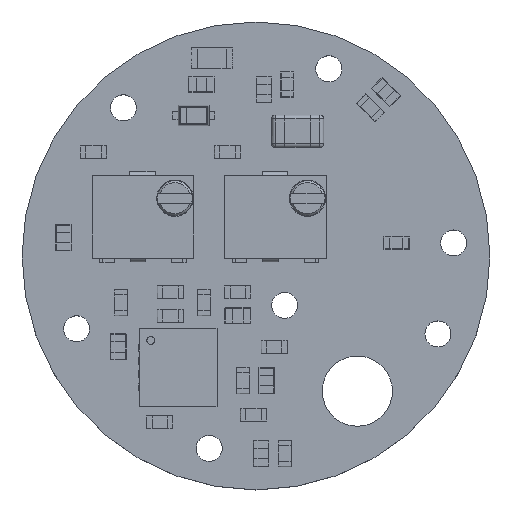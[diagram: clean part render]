
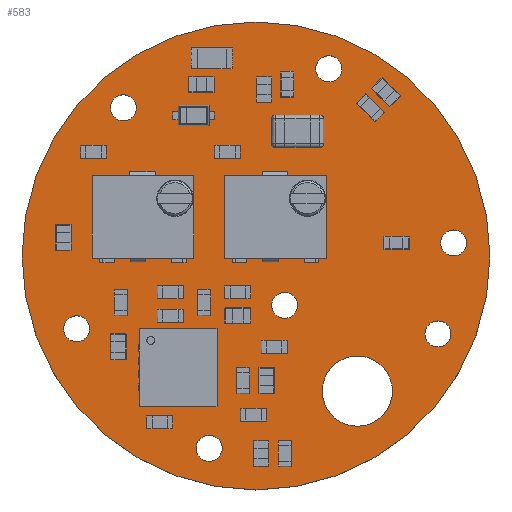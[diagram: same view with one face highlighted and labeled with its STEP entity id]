
A CAD part, top view. The second image highlights one B-rep face of the part: STEP entity #583.
In plain terms, the highlighted planar face has unit normal (0, 0, 1).
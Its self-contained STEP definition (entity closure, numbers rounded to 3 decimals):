
#260 = VERTEX_POINT('',#261);
#261 = CARTESIAN_POINT('',(18.,9.,1.571));
#267 = EDGE_CURVE('',#260,#260,#268,.T.);
#268 = CIRCLE('',#269,9.);
#269 = AXIS2_PLACEMENT_3D('',#270,#271,#272);
#270 = CARTESIAN_POINT('',(9.,9.,1.571));
#271 = DIRECTION('',(0.,0.,1.));
#272 = DIRECTION('',(1.,0.,-0.));
#293 = VERTEX_POINT('',#294);
#294 = CARTESIAN_POINT('',(2.6,6.2,1.571));
#300 = EDGE_CURVE('',#293,#293,#301,.T.);
#301 = CIRCLE('',#302,0.5);
#302 = AXIS2_PLACEMENT_3D('',#303,#304,#305);
#303 = CARTESIAN_POINT('',(2.1,6.2,1.571));
#304 = DIRECTION('',(0.,0.,1.));
#305 = DIRECTION('',(1.,0.,-0.));
#326 = VERTEX_POINT('',#327);
#327 = CARTESIAN_POINT('',(7.7,1.6,1.571));
#333 = EDGE_CURVE('',#326,#326,#334,.T.);
#334 = CIRCLE('',#335,0.5);
#335 = AXIS2_PLACEMENT_3D('',#336,#337,#338);
#336 = CARTESIAN_POINT('',(7.2,1.6,1.571));
#337 = DIRECTION('',(0.,0.,1.));
#338 = DIRECTION('',(1.,0.,-0.));
#359 = VERTEX_POINT('',#360);
#360 = CARTESIAN_POINT('',(4.4,14.7,1.571));
#366 = EDGE_CURVE('',#359,#359,#367,.T.);
#367 = CIRCLE('',#368,0.5);
#368 = AXIS2_PLACEMENT_3D('',#369,#370,#371);
#369 = CARTESIAN_POINT('',(3.9,14.7,1.571));
#370 = DIRECTION('',(0.,0.,1.));
#371 = DIRECTION('',(1.,0.,-0.));
#392 = VERTEX_POINT('',#393);
#393 = CARTESIAN_POINT('',(10.6,7.1,1.571));
#399 = EDGE_CURVE('',#392,#392,#400,.T.);
#400 = CIRCLE('',#401,0.5);
#401 = AXIS2_PLACEMENT_3D('',#402,#403,#404);
#402 = CARTESIAN_POINT('',(10.1,7.1,1.571));
#403 = DIRECTION('',(0.,0.,1.));
#404 = DIRECTION('',(1.,0.,-0.));
#425 = VERTEX_POINT('',#426);
#426 = CARTESIAN_POINT('',(14.25,3.8,1.571));
#432 = EDGE_CURVE('',#425,#425,#433,.T.);
#433 = CIRCLE('',#434,1.35);
#434 = AXIS2_PLACEMENT_3D('',#435,#436,#437);
#435 = CARTESIAN_POINT('',(12.9,3.8,1.571));
#436 = DIRECTION('',(0.,0.,1.));
#437 = DIRECTION('',(1.,0.,-0.));
#458 = VERTEX_POINT('',#459);
#459 = CARTESIAN_POINT('',(16.5,6.,1.571));
#465 = EDGE_CURVE('',#458,#458,#466,.T.);
#466 = CIRCLE('',#467,0.5);
#467 = AXIS2_PLACEMENT_3D('',#468,#469,#470);
#468 = CARTESIAN_POINT('',(16.,6.,1.571));
#469 = DIRECTION('',(0.,0.,1.));
#470 = DIRECTION('',(1.,0.,-0.));
#491 = VERTEX_POINT('',#492);
#492 = CARTESIAN_POINT('',(12.3,16.2,1.571));
#498 = EDGE_CURVE('',#491,#491,#499,.T.);
#499 = CIRCLE('',#500,0.5);
#500 = AXIS2_PLACEMENT_3D('',#501,#502,#503);
#501 = CARTESIAN_POINT('',(11.8,16.2,1.571));
#502 = DIRECTION('',(0.,0.,1.));
#503 = DIRECTION('',(1.,0.,-0.));
#524 = VERTEX_POINT('',#525);
#525 = CARTESIAN_POINT('',(17.1,9.5,1.571));
#531 = EDGE_CURVE('',#524,#524,#532,.T.);
#532 = CIRCLE('',#533,0.5);
#533 = AXIS2_PLACEMENT_3D('',#534,#535,#536);
#534 = CARTESIAN_POINT('',(16.6,9.5,1.571));
#535 = DIRECTION('',(0.,0.,1.));
#536 = DIRECTION('',(1.,0.,-0.));
#583 = ADVANCED_FACE('',(#584,#587,#590,#593,#596,#599,#602,#605,#608),
  #611,.T.);
#584 = FACE_BOUND('',#585,.T.);
#585 = EDGE_LOOP('',(#586));
#586 = ORIENTED_EDGE('',*,*,#267,.T.);
#587 = FACE_BOUND('',#588,.T.);
#588 = EDGE_LOOP('',(#589));
#589 = ORIENTED_EDGE('',*,*,#300,.F.);
#590 = FACE_BOUND('',#591,.T.);
#591 = EDGE_LOOP('',(#592));
#592 = ORIENTED_EDGE('',*,*,#333,.F.);
#593 = FACE_BOUND('',#594,.T.);
#594 = EDGE_LOOP('',(#595));
#595 = ORIENTED_EDGE('',*,*,#366,.F.);
#596 = FACE_BOUND('',#597,.T.);
#597 = EDGE_LOOP('',(#598));
#598 = ORIENTED_EDGE('',*,*,#399,.F.);
#599 = FACE_BOUND('',#600,.T.);
#600 = EDGE_LOOP('',(#601));
#601 = ORIENTED_EDGE('',*,*,#432,.F.);
#602 = FACE_BOUND('',#603,.T.);
#603 = EDGE_LOOP('',(#604));
#604 = ORIENTED_EDGE('',*,*,#465,.F.);
#605 = FACE_BOUND('',#606,.T.);
#606 = EDGE_LOOP('',(#607));
#607 = ORIENTED_EDGE('',*,*,#498,.F.);
#608 = FACE_BOUND('',#609,.T.);
#609 = EDGE_LOOP('',(#610));
#610 = ORIENTED_EDGE('',*,*,#531,.F.);
#611 = PLANE('',#612);
#612 = AXIS2_PLACEMENT_3D('',#613,#614,#615);
#613 = CARTESIAN_POINT('',(9.,9.,1.571));
#614 = DIRECTION('',(0.,0.,1.));
#615 = DIRECTION('',(1.,0.,-0.));
